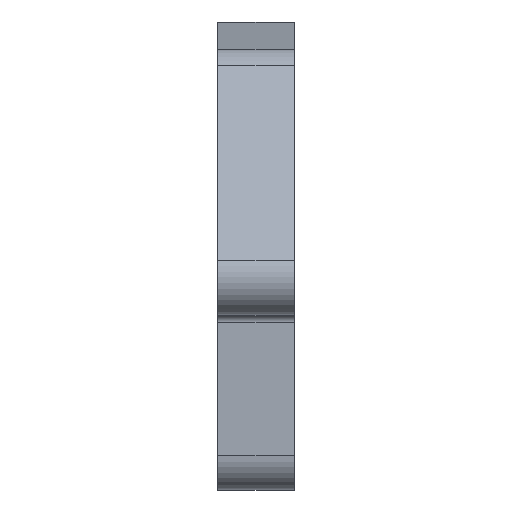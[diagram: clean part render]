
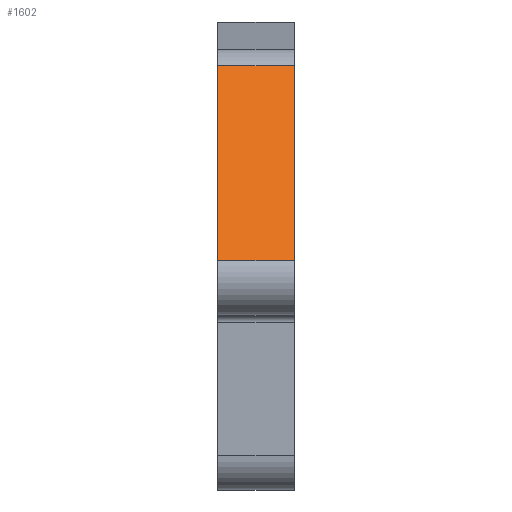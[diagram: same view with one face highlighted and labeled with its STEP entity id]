
A CAD part, top view. The second image highlights one B-rep face of the part: STEP entity #1602.
In plain terms, the highlighted planar face has unit normal (0, 0.579, 0.816).
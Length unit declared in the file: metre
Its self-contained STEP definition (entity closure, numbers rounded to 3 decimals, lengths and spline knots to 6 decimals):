
#359=ORIENTED_EDGE('',*,*,#763,.T.);
#360=ORIENTED_EDGE('',*,*,#792,.T.);
#361=ORIENTED_EDGE('',*,*,#692,.F.);
#362=ORIENTED_EDGE('',*,*,#791,.T.);
#692=EDGE_CURVE('',#924,#925,#1052,.T.);
#763=EDGE_CURVE('',#990,#989,#1079,.T.);
#791=EDGE_CURVE('',#924,#990,#1103,.T.);
#792=EDGE_CURVE('',#989,#925,#1104,.F.);
#924=VERTEX_POINT('',#2535);
#925=VERTEX_POINT('',#2537);
#989=VERTEX_POINT('',#2672);
#990=VERTEX_POINT('',#2674);
#1052=LINE('',#2536,#1196);
#1079=LINE('',#2673,#1223);
#1103=LINE('',#2720,#1247);
#1104=LINE('',#2722,#1248);
#1196=VECTOR('',#1997,1.);
#1223=VECTOR('',#2114,1.);
#1247=VECTOR('',#2170,1.);
#1248=VECTOR('',#2173,1.);
#1335=EDGE_LOOP('',(#359,#360,#361,#362));
#1453=FACE_BOUND('',#1335,.T.);
#1551=PLANE('',#1790);
#1602=ADVANCED_FACE('',(#1453),#1551,.F.);
#1790=AXIS2_PLACEMENT_3D('',#2721,#2171,#2172);
#1997=DIRECTION('',(0.,0.816,-0.579));
#2114=DIRECTION('',(0.,0.816,-0.579));
#2170=DIRECTION('',(1.,0.,0.));
#2171=DIRECTION('',(0.,-0.579,-0.816));
#2172=DIRECTION('',(0.,0.816,-0.579));
#2173=DIRECTION('',(1.,0.,0.));
#2535=CARTESIAN_POINT('',(-0.1725,0.015787,0.049139));
#2536=CARTESIAN_POINT('',(-0.1725,0.046319,0.027475));
#2537=CARTESIAN_POINT('',(-0.1725,0.072886,0.008625));
#2672=CARTESIAN_POINT('',(-0.15,0.072886,0.008625));
#2673=CARTESIAN_POINT('',(-0.15,0.046319,0.027475));
#2674=CARTESIAN_POINT('',(-0.15,0.015787,0.049139));
#2720=CARTESIAN_POINT('',(-0.1725,0.015787,0.049139));
#2721=CARTESIAN_POINT('',(-0.1725,0.046319,0.027475));
#2722=CARTESIAN_POINT('',(-0.1725,0.072886,0.008625));
